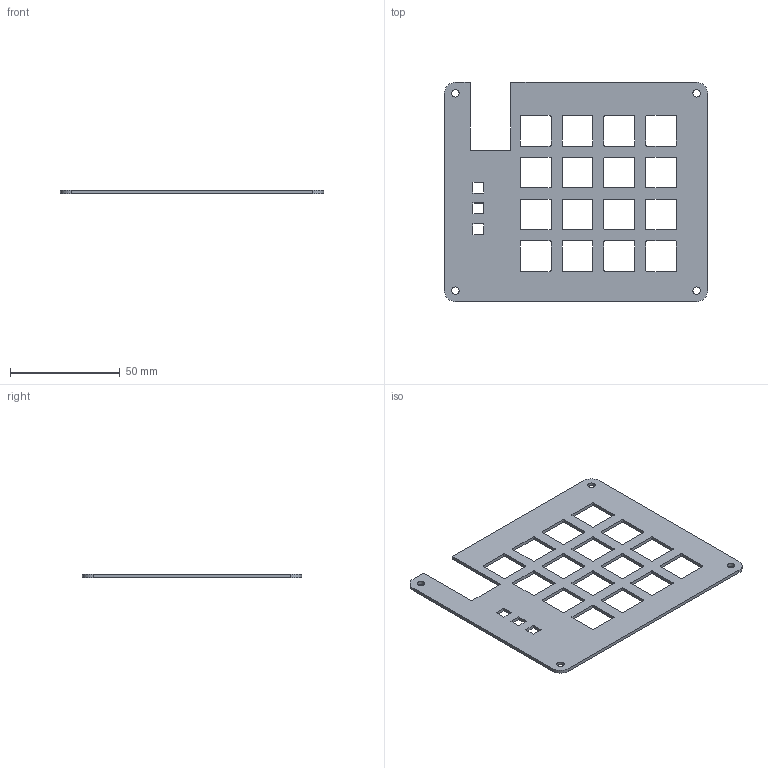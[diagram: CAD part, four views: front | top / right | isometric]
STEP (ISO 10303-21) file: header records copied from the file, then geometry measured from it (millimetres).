
FILE_DESCRIPTION(/* description */ (''),/* implementation_level */ '2;1');
FILE_NAME(/* name */ 'Macropad Top.step',/* time_stamp */ '2025-12-10T21:07:18+01:00',/* author */ (''),/* organization */ (''),/* preprocessor_version */ 'ST-DEVELOPER v20.1',/* originating_system */ 'Autodesk Translation Framework v14.21.0.0',/* authorisation */ '');
FILE_SCHEMA (('AUTOMOTIVE_DESIGN { 1 0 10303 214 3 1 1 }'));
Length unit declared in the file: millimetre
Products named in the file (2): 2025-12-10-17-56-02-858; 2025-12-10-17-59-02-820
Assembly tree (1 placements, depth 2):
  2025-12-10-17-56-02-858
    2025-12-10-17-59-02-820
Bounding box: 120 x 100 x 1.5 mm (x, y, z)
Volume: 12239.2 mm3; surface area: 18570.9 mm2
Topology: 1 solids, 1 shells, 753 faces, 2139 edges, 1426 vertices
Faces by surface type: bspline 409, plane 272, cylinder 72
Full cylindrical faces by diameter (mm): 3.4 x4
Entity records: 28312 total; most frequent: CARTESIAN_POINT 11274, ORIENTED_EDGE 4278, DIRECTION 2159, EDGE_CURVE 2139, VERTEX_POINT 1426, LINE 1177, VECTOR 1177, EDGE_LOOP 837
